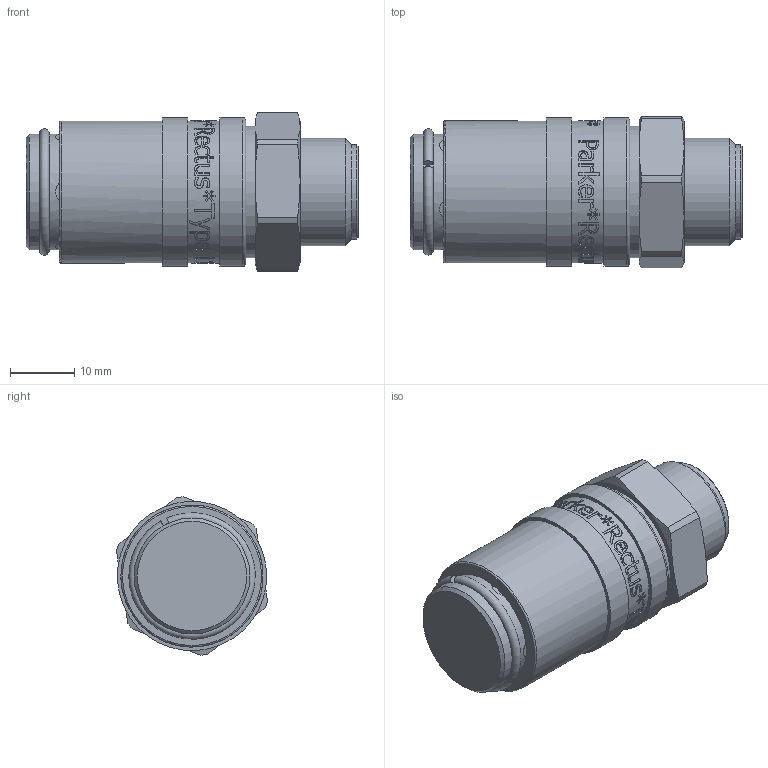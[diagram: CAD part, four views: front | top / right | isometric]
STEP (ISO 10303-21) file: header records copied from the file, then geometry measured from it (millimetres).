
FILE_DESCRIPTION((''),'2;1');
FILE_NAME('11kbaw17mvx.stp','2015-02-03T13:34:49',('IA176480'),(''),'Autodesk Inventor 2013','Autodesk Inventor 2013','');
FILE_SCHEMA(('AUTOMOTIVE_DESIGN { 1 0 10303 214 1 1 1 1 }'));
Length unit declared in the file: millimetre
Products named in the file (1): D113337
Bounding box: 51.6 x 23.52 x 24.64 mm (x, y, z)
Volume: 18002.8 mm3; surface area: 5345 mm2
Topology: 2 solids, 2 shells, 680 faces, 1841 edges, 1222 vertices
Faces by surface type: bspline 338, plane 246, cylinder 72, cone 21, torus 3
Full cylindrical faces by diameter (mm): 14.7 x1, 16.45 x1, 16.662 x1, 18 x2, 20.5 x1, 20.8 x1, 21.637 x1, 22.1 x2, 23.2 x2
Entity records: 95460 total; most frequent: CARTESIAN_POINT 80451, ORIENTED_EDGE 3626, EDGE_CURVE 1813, DIRECTION 1749, VERTEX_POINT 1214, B_SPLINE_CURVE_WITH_KNOTS 899, EDGE_LOOP 757, VECTOR 697
